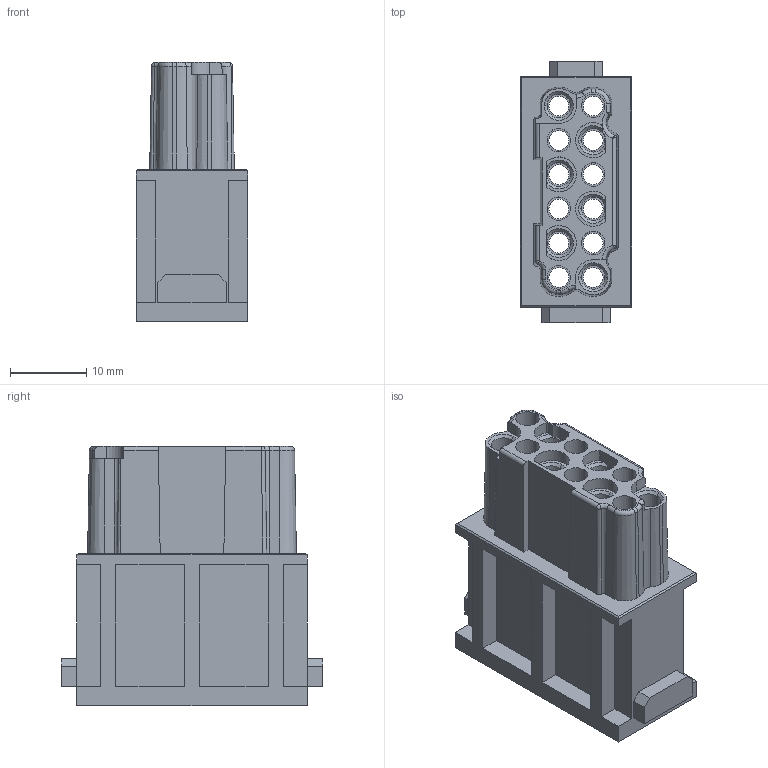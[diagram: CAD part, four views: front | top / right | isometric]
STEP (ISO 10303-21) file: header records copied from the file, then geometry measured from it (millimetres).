
FILE_DESCRIPTION((''),'2;1');
FILE_NAME('DMD-012-FC-Z1-00AH_T0','2020-05-19T',('Administrator'),(''),'CREO PARAMETRIC BY PTC INC, 2014350','CREO PARAMETRIC BY PTC INC, 2014350','');
FILE_SCHEMA(('CONFIG_CONTROL_DESIGN'));
Length unit declared in the file: millimetre
Products named in the file (1): DMD-012-FC-Z1-00AH_T0
Bounding box: 14.6 x 34.3 x 34 mm (x, y, z)
Volume: 6699.7 mm3; surface area: 8585.5 mm2
Topology: 1 solids, 1 shells, 350 faces, 867 edges, 537 vertices
Faces by surface type: plane 139, cylinder 118, cone 79, torus 9, bspline 4, sphere 1
Entity records: 12817 total; most frequent: CARTESIAN_POINT 4276, DIRECTION 1836, ORIENTED_EDGE 1726, EDGE_CURVE 863, AXIS2_PLACEMENT_3D 657, VERTEX_POINT 537, VECTOR 522, LINE 522
